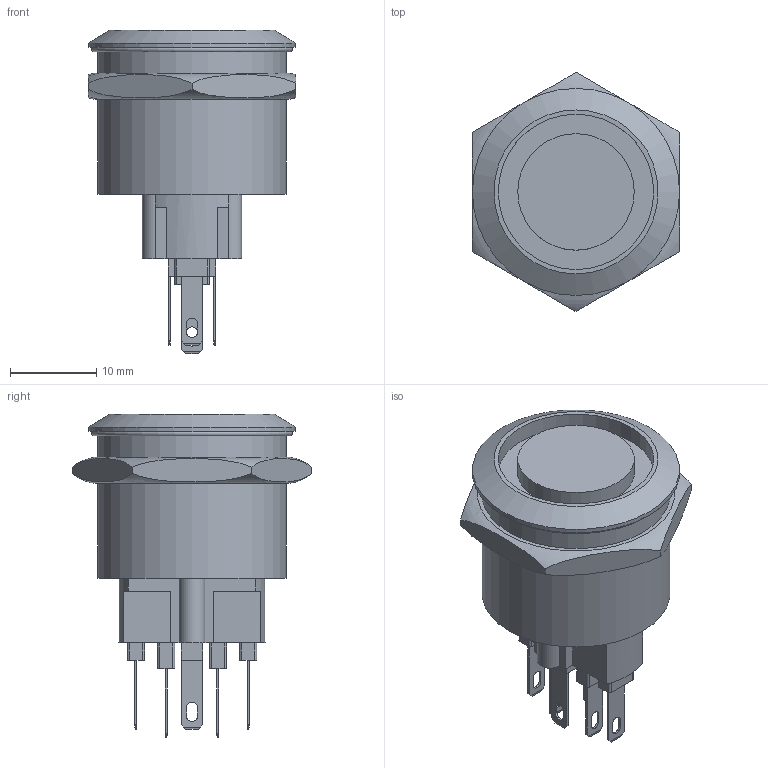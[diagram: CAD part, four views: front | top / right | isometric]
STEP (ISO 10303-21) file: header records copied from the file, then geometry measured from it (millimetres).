
FILE_DESCRIPTION(/* description */ (''),/* implementation_level */ '2;1');
FILE_NAME(/* name */ '5f8e0a7bf9cdbb0ff69c4e80',/* time_stamp */ '2020-10-19T21:51:56+00:00',/* author */ (''),/* organization */ (''),/* preprocessor_version */ 'ST-DEVELOPER v16.7',/* originating_system */ $,/* authorisation */ $);
FILE_SCHEMA (('AUTOMOTIVE_DESIGN {1 0 10303 214 3 1 1}'));
Length unit declared in the file: metre
Products named in the file (6): Button; Button gold tab; button nut; button; o-ring; button plastic
Assembly tree (10 placements, depth 2):
  Button
    Button gold tab  x6
    button nut
    button
    o-ring
    button plastic
Bounding box: 24 x 27.71 x 37.5 mm (x, y, z)
Volume: 8130.2 mm3; surface area: 5233.3 mm2
Topology: 10 solids, 10 shells, 198 faces, 489 edges, 325 vertices
Faces by surface type: plane 152, cylinder 41, torus 4, cone 1
Full cylindrical faces by diameter (mm): 1.25 x2, 13.5 x1, 18 x1, 20.8 x2, 21.8 x2, 24 x1
Entity records: 3909 total; most frequent: CARTESIAN_POINT 711, DIRECTION 634, ORIENTED_EDGE 590, EDGE_CURVE 295, AXIS2_PLACEMENT_3D 212, LINE 210, VECTOR 210, VERTEX_POINT 205
